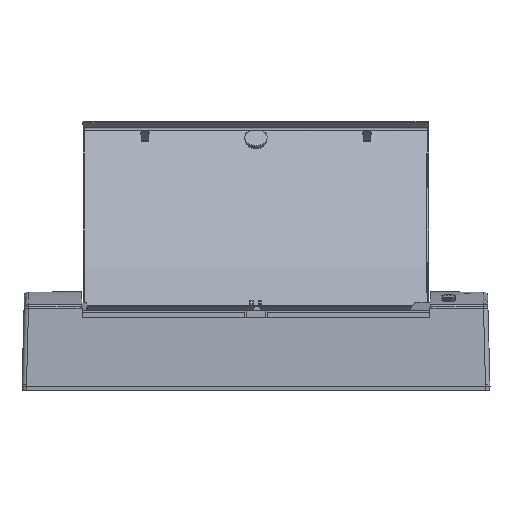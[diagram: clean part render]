
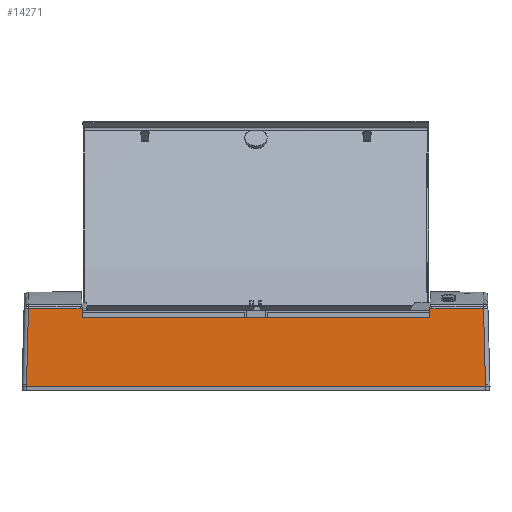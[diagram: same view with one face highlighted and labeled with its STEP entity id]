
A CAD part, left-side view. The second image highlights one B-rep face of the part: STEP entity #14271.
In plain terms, the highlighted face is planar.
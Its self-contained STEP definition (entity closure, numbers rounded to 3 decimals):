
#2433=ORIENTED_EDGE('',*,*,#6110,.T.);
#2434=ORIENTED_EDGE('',*,*,#6111,.F.);
#2435=ORIENTED_EDGE('',*,*,#6112,.T.);
#2436=ORIENTED_EDGE('',*,*,#6113,.T.);
#2437=ORIENTED_EDGE('',*,*,#5952,.T.);
#2438=ORIENTED_EDGE('',*,*,#6114,.F.);
#2439=ORIENTED_EDGE('',*,*,#6108,.F.);
#2440=ORIENTED_EDGE('',*,*,#6049,.T.);
#5952=EDGE_CURVE('',#7871,#7870,#9273,.T.);
#6049=EDGE_CURVE('',#7951,#7950,#9353,.T.);
#6108=EDGE_CURVE('',#7951,#7984,#9396,.T.);
#6110=EDGE_CURVE('',#7950,#7985,#9397,.T.);
#6111=EDGE_CURVE('',#7986,#7985,#9398,.T.);
#6112=EDGE_CURVE('',#7986,#7987,#9399,.T.);
#6113=EDGE_CURVE('',#7987,#7871,#9400,.T.);
#6114=EDGE_CURVE('',#7984,#7870,#9401,.T.);
#7870=VERTEX_POINT('',#22226);
#7871=VERTEX_POINT('',#22228);
#7950=VERTEX_POINT('',#22439);
#7951=VERTEX_POINT('',#22441);
#7984=VERTEX_POINT('',#22685);
#7985=VERTEX_POINT('',#22689);
#7986=VERTEX_POINT('',#22691);
#7987=VERTEX_POINT('',#22693);
#9273=LINE('',#22227,#10620);
#9353=LINE('',#22440,#10700);
#9396=LINE('',#22684,#10743);
#9397=LINE('',#22688,#10744);
#9398=LINE('',#22690,#10745);
#9399=LINE('',#22692,#10746);
#9400=LINE('',#22694,#10747);
#9401=LINE('',#22695,#10748);
#10620=VECTOR('',#17432,1000.);
#10700=VECTOR('',#17562,1000.);
#10743=VECTOR('',#17651,1000.);
#10744=VECTOR('',#17656,1000.);
#10745=VECTOR('',#17657,1000.);
#10746=VECTOR('',#17658,1000.);
#10747=VECTOR('',#17659,1000.);
#10748=VECTOR('',#17660,1000.);
#11812=EDGE_LOOP('',(#2433,#2434,#2435,#2436,#2437,#2438,#2439,#2440));
#12784=FACE_BOUND('',#11812,.T.);
#13641=PLANE('',#15319);
#14271=ADVANCED_FACE('',(#12784),#13641,.F.);
#15319=AXIS2_PLACEMENT_3D('',#22687,#17654,#17655);
#17432=DIRECTION('',(0.,-1.,0.));
#17562=DIRECTION('',(0.026,0.035,0.999));
#17651=DIRECTION('',(0.,-1.,0.));
#17654=DIRECTION('',(-1.,0.,0.026));
#17655=DIRECTION('',(0.,1.,0.));
#17656=DIRECTION('',(0.,1.,0.));
#17657=DIRECTION('',(0.026,-0.035,0.999));
#17658=DIRECTION('',(0.,1.,0.));
#17659=DIRECTION('',(0.026,0.026,0.999));
#17660=DIRECTION('',(0.026,-0.026,0.999));
#22226=CARTESIAN_POINT('',(143.4,4.998,0.));
#22227=CARTESIAN_POINT('',(143.4,262.8,0.));
#22228=CARTESIAN_POINT('',(143.4,520.602,0.));
#22439=CARTESIAN_POINT('',(141.378,67.8,-77.199));
#22440=CARTESIAN_POINT('',(141.185,67.542,-84.59));
#22441=CARTESIAN_POINT('',(141.105,67.435,-87.637));
#22684=CARTESIAN_POINT('',(141.105,262.8,-87.637));
#22685=CARTESIAN_POINT('',(141.105,7.293,-87.637));
#22687=CARTESIAN_POINT('',(143.4,262.8,0.));
#22688=CARTESIAN_POINT('',(141.378,67.8,-77.199));
#22689=CARTESIAN_POINT('',(141.378,457.8,-77.199));
#22690=CARTESIAN_POINT('',(143.576,454.87,6.703));
#22691=CARTESIAN_POINT('',(141.105,458.165,-87.637));
#22692=CARTESIAN_POINT('',(141.105,262.8,-87.637));
#22693=CARTESIAN_POINT('',(141.105,518.307,-87.637));
#22694=CARTESIAN_POINT('',(143.223,520.425,-6.742));
#22695=CARTESIAN_POINT('',(143.223,5.175,-6.742));
